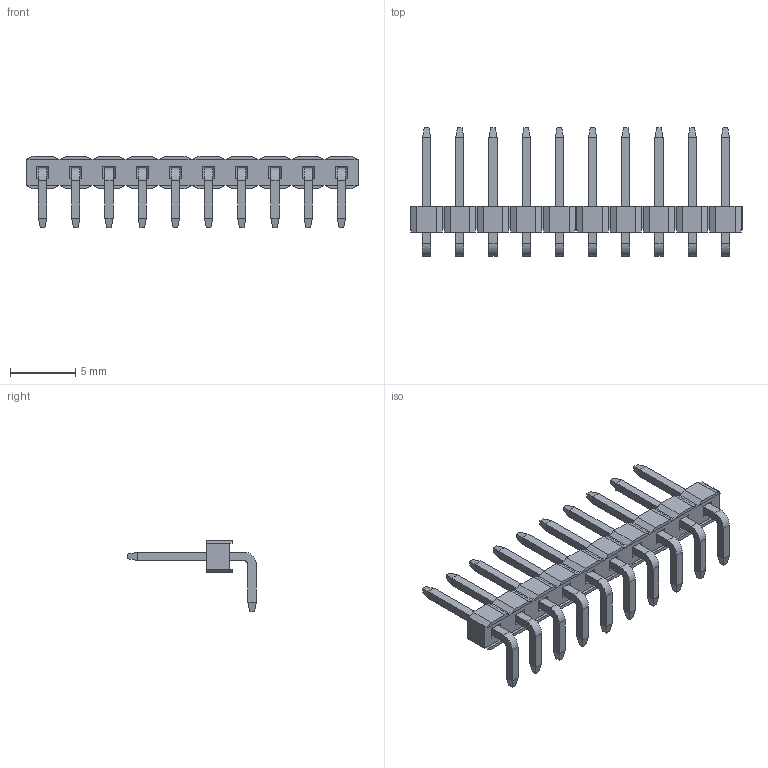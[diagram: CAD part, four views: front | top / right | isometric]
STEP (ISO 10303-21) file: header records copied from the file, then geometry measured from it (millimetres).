
FILE_DESCRIPTION( ('This file contains a STEP AP42 implementation' ,'as created by ZW3D STEP Interface translator.') ,'2;1' );
FILE_NAME( '1120-11XXXXRXXXXXXX.stp' ,'23 329. 83556', (''), ('ZWCAD Software Co.'), 'Version 1.0', 'ZW3D to STEP translator', '' );
FILE_SCHEMA(('AUTOMOTIVE_DESIGN { 1 0 10303 214 1 1 1 1 }'));
Length unit declared in the file: millimetre
Products named in the file (2): 0; 1120-1120XXR135XXXX(側醱俔)
Bounding box: 25.4 x 9.84 x 5.5 mm (x, y, z)
Volume: 155.5 mm3; surface area: 619.7 mm2
Topology: 11 solids, 11 shells, 386 faces, 932 edges, 568 vertices
Faces by surface type: plane 366, cylinder 20
Entity records: 11279 total; most frequent: CARTESIAN_POINT 1887, ORIENTED_EDGE 1864, DIRECTION 1746, EDGE_CURVE 932, VECTOR 892, LINE 892, VERTEX_POINT 568, AXIS2_PLACEMENT_3D 427
